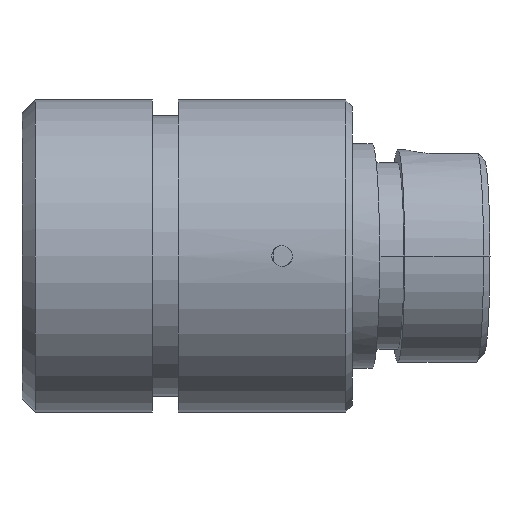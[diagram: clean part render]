
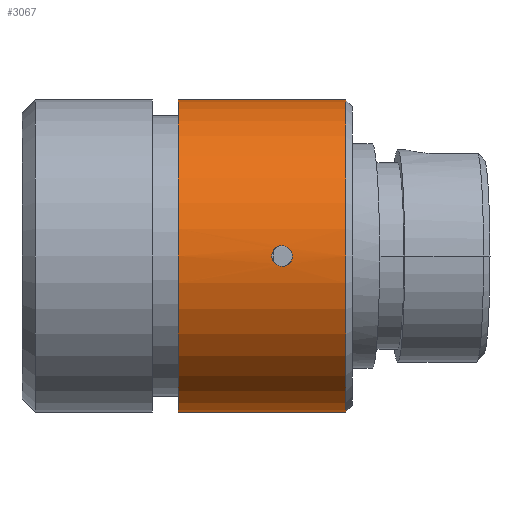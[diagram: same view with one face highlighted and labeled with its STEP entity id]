
A CAD part, front view. The second image highlights one B-rep face of the part: STEP entity #3067.
In plain terms, the highlighted cylindrical face has radius 6 mm (diameter 12 mm), a partial arc.
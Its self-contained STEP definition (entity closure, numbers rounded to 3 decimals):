
#35 = CARTESIAN_POINT ( 'NONE',  ( 12.45, 0., 6. ) ) ;
#144 = EDGE_CURVE ( 'NONE', #1679, #2284, #2022, .T. ) ;
#163 = CARTESIAN_POINT ( 'NONE',  ( 10.107, -5.987, 0.396 ) ) ;
#194 = VERTEX_POINT ( 'NONE', #2213 ) ;
#219 = CARTESIAN_POINT ( 'NONE',  ( 9.793, -5.99, -0.354 ) ) ;
#230 = CARTESIAN_POINT ( 'NONE',  ( 9.792, -5.99, 0.354 ) ) ;
#373 = CARTESIAN_POINT ( 'NONE',  ( 6., 0., 0. ) ) ;
#388 = CARTESIAN_POINT ( 'NONE',  ( 10., -5.987, -0.397 ) ) ;
#434 = CARTESIAN_POINT ( 'NONE',  ( 10., -5.987, 0.397 ) ) ;
#485 = CARTESIAN_POINT ( 'NONE',  ( 10.199, -5.99, -0.347 ) ) ;
#492 = CARTESIAN_POINT ( 'NONE',  ( 10.104, -5.988, -0.386 ) ) ;
#542 = CIRCLE ( 'NONE', #1136, 6. ) ;
#745 = LINE ( 'NONE', #1351, #2590 ) ;
#747 = DIRECTION ( 'NONE',  ( -1., 0., 0. ) ) ;
#779 = AXIS2_PLACEMENT_3D ( 'NONE', #2892, #3148, #3207 ) ;
#785 = CARTESIAN_POINT ( 'NONE',  ( 9.646, -5.997, 0.207 ) ) ;
#799 = CARTESIAN_POINT ( 'NONE',  ( 9.603, -6., 0.104 ) ) ;
#835 = AXIS2_PLACEMENT_3D ( 'NONE', #373, #1579, #2502 ) ;
#838 = ORIENTED_EDGE ( 'NONE', *, *, #2037, .T. ) ;
#912 = ORIENTED_EDGE ( 'NONE', *, *, #3799, .T. ) ;
#1086 = CARTESIAN_POINT ( 'NONE',  ( -15.285, 0., -6. ) ) ;
#1087 = EDGE_CURVE ( 'NONE', #2504, #2761, #2349, .T. ) ;
#1125 = CARTESIAN_POINT ( 'NONE',  ( 10.244, -5.992, -0.318 ) ) ;
#1136 = AXIS2_PLACEMENT_3D ( 'NONE', #3120, #2834, #1581 ) ;
#1162 = ORIENTED_EDGE ( 'NONE', *, *, #3672, .F. ) ;
#1298 = CARTESIAN_POINT ( 'NONE',  ( 10., -5.987, -0.397 ) ) ;
#1351 = CARTESIAN_POINT ( 'NONE',  ( -15.285, 0., 6. ) ) ;
#1380 = ORIENTED_EDGE ( 'NONE', *, *, #2486, .T. ) ;
#1417 = CARTESIAN_POINT ( 'NONE',  ( 10.355, -5.997, -0.207 ) ) ;
#1579 = DIRECTION ( 'NONE',  ( -1., 0., 0. ) ) ;
#1581 = DIRECTION ( 'NONE',  ( 0., 0., 1. ) ) ;
#1679 = VERTEX_POINT ( 'NONE', #3651 ) ;
#1702 = VECTOR ( 'NONE', #1967, 1000. ) ;
#1749 = ORIENTED_EDGE ( 'NONE', *, *, #144, .F. ) ;
#1753 = CARTESIAN_POINT ( 'NONE',  ( 10.397, -6., 0.104 ) ) ;
#1797 = LINE ( 'NONE', #1086, #1702 ) ;
#1967 = DIRECTION ( 'NONE',  ( -1., 0., 0. ) ) ;
#1998 = CARTESIAN_POINT ( 'NONE',  ( 9.603, -6., -0.105 ) ) ;
#2022 = CIRCLE ( 'NONE', #835, 6. ) ;
#2037 = EDGE_CURVE ( 'NONE', #2667, #2284, #745, .T. ) ;
#2081 = CARTESIAN_POINT ( 'NONE',  ( 9.893, -5.987, 0.396 ) ) ;
#2213 = CARTESIAN_POINT ( 'NONE',  ( 12.45, 0., -6. ) ) ;
#2278 = CARTESIAN_POINT ( 'NONE',  ( 10.354, -5.997, 0.207 ) ) ;
#2284 = VERTEX_POINT ( 'NONE', #2696 ) ;
#2331 = CARTESIAN_POINT ( 'NONE',  ( 10.397, -6., -0.104 ) ) ;
#2349 = B_SPLINE_CURVE_WITH_KNOTS ( 'NONE', 3,
 ( #1298, #2641, #219, #4010, #1998, #799, #785, #230, #2081, #2997 ),
 .UNSPECIFIED., .F., .F.,
 ( 4, 2, 2, 2, 4 ),
 ( 0., 0.25, 0.5, 0.75, 1. ),
 .UNSPECIFIED. ) ;
#2486 = EDGE_CURVE ( 'NONE', #194, #2667, #542, .T. ) ;
#2502 = DIRECTION ( 'NONE',  ( 0., 0., 1. ) ) ;
#2504 = VERTEX_POINT ( 'NONE', #388 ) ;
#2590 = VECTOR ( 'NONE', #747, 1000. ) ;
#2619 = CARTESIAN_POINT ( 'NONE',  ( 10., -5.987, -0.397 ) ) ;
#2641 = CARTESIAN_POINT ( 'NONE',  ( 9.894, -5.987, -0.396 ) ) ;
#2655 = FACE_OUTER_BOUND ( 'NONE', #3340, .T. ) ;
#2667 = VERTEX_POINT ( 'NONE', #35 ) ;
#2696 = CARTESIAN_POINT ( 'NONE',  ( 6., 0., 6. ) ) ;
#2761 = VERTEX_POINT ( 'NONE', #3517 ) ;
#2834 = DIRECTION ( 'NONE',  ( -1., 0., 0. ) ) ;
#2892 = CARTESIAN_POINT ( 'NONE',  ( -15.285, 0., 0. ) ) ;
#2997 = CARTESIAN_POINT ( 'NONE',  ( 10., -5.987, 0.397 ) ) ;
#3067 = ADVANCED_FACE ( 'NONE', ( #2655, #3198 ), #3939, .T. ) ;
#3120 = CARTESIAN_POINT ( 'NONE',  ( 12.45, 0., 0. ) ) ;
#3148 = DIRECTION ( 'NONE',  ( -1., 0., 0. ) ) ;
#3169 = CARTESIAN_POINT ( 'NONE',  ( 10.208, -5.99, 0.354 ) ) ;
#3198 = FACE_BOUND ( 'NONE', #3634, .T. ) ;
#3207 = DIRECTION ( 'NONE',  ( 0., 0., 1. ) ) ;
#3340 = EDGE_LOOP ( 'NONE', ( #1162, #1380, #838, #1749 ) ) ;
#3517 = CARTESIAN_POINT ( 'NONE',  ( 10., -5.987, 0.397 ) ) ;
#3634 = EDGE_LOOP ( 'NONE', ( #912, #4020 ) ) ;
#3651 = CARTESIAN_POINT ( 'NONE',  ( 6., 0., -6. ) ) ;
#3672 = EDGE_CURVE ( 'NONE', #194, #1679, #1797, .T. ) ;
#3799 = EDGE_CURVE ( 'NONE', #2761, #2504, #3970, .T. ) ;
#3932 = CARTESIAN_POINT ( 'NONE',  ( 10.053, -5.987, -0.397 ) ) ;
#3939 = CYLINDRICAL_SURFACE ( 'NONE', #779, 6. ) ;
#3970 = B_SPLINE_CURVE_WITH_KNOTS ( 'NONE', 3,
 ( #434, #163, #3169, #2278, #1753, #2331, #1417, #1125, #485, #492, #3932, #2619 ),
 .UNSPECIFIED., .F., .F.,
 ( 4, 2, 2, 2, 2, 4 ),
 ( 0., 0.25, 0.5, 0.75, 0.875, 1. ),
 .UNSPECIFIED. ) ;
#4010 = CARTESIAN_POINT ( 'NONE',  ( 9.646, -5.997, -0.208 ) ) ;
#4020 = ORIENTED_EDGE ( 'NONE', *, *, #1087, .T. ) ;
